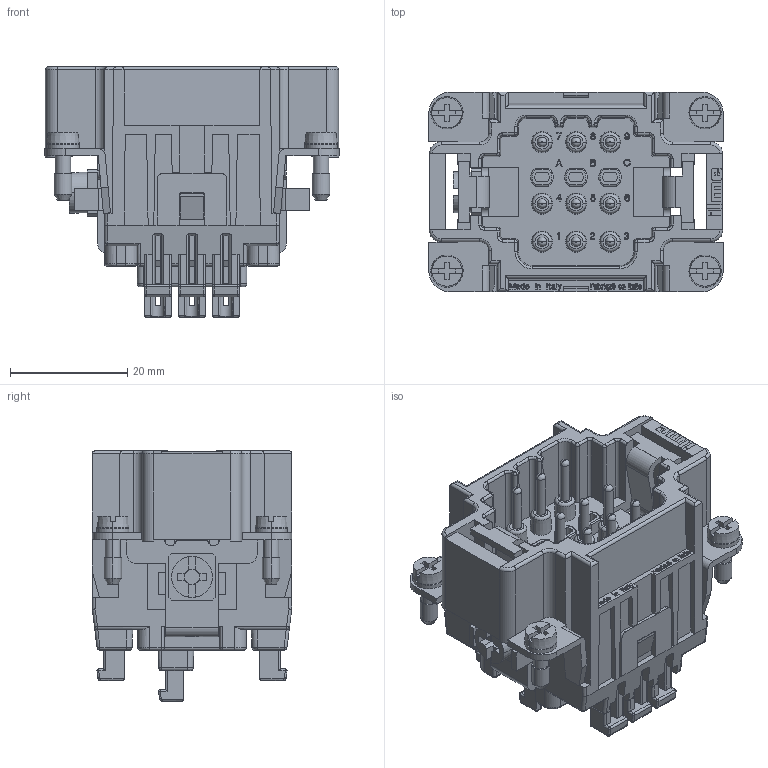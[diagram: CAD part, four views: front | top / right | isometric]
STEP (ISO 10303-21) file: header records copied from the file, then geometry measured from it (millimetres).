
FILE_DESCRIPTION(('Creo Elements/Direct Modeling STEP Export'),'2;1');
FILE_NAME('0lndrr043j4jh344804','2016-07-06T 9:14:08',(''),(''),'PTC Creo Elements/Direct Modeling STEP processor for AP214 (Solid Model)','PTC Creo Elements/Direct Modeling 19.0B 21-Mar-2015 (C) Parametric Technology GmbH','');
FILE_SCHEMA(('AUTOMOTIVE_DESIGN { 1 0 10303 214 1 1 1 1 }'));
Products named in the file (2): CDSHM_09
Assembly tree (1 placements, depth 2):
  CDSHM_09
    CDSHM_09
Bounding box: 50.2 x 34 x 42.7 mm (x, y, z)
Volume: 25877.3 mm3; surface area: 19794.8 mm2
Topology: 1 solids, 1 shells, 2049 faces, 7196 edges, 5214 vertices
Faces by surface type: plane 1046, cylinder 631, torus 164, bspline 113, cone 52, sphere 40, extrusion 3
Entity records: 110624 total; most frequent: CARTESIAN_POINT 31899, ORIENTED_EDGE 14312, DIRECTION 11711, EDGE_CURVE 7156, VERTEX_POINT 5214, VECTOR 5079, LINE 5076, AXIS2_PLACEMENT_3D 3316
